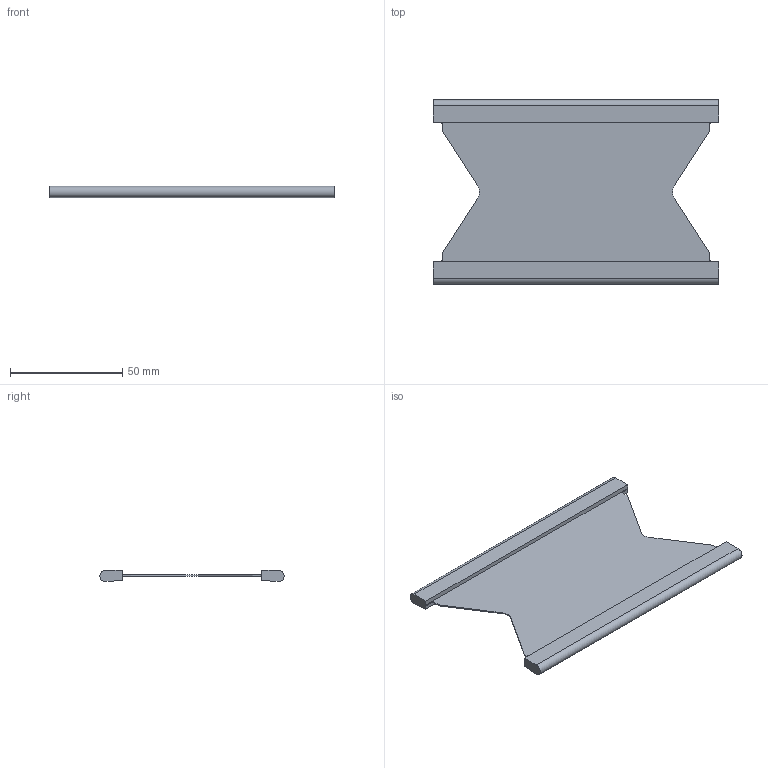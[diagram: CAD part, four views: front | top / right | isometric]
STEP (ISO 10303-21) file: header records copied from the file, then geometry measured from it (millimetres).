
FILE_DESCRIPTION(/* description */ (''),/* implementation_level */ '2;1');
FILE_NAME(/* name */ 'Stayplate 120.stp',/* time_stamp */ '2024-10-01T13:07:15+02:00',/* author */ ('se-marfre'),/* organization */ (''),/* preprocessor_version */ 'ST-DEVELOPER v19.2',/* originating_system */ 'Autodesk Inventor 2023',/* authorisation */ '');
FILE_SCHEMA (('AUTOMOTIVE_DESIGN { 1 0 10303 214 3 1 1 }'));
Length unit declared in the file: millimetre
Products named in the file (1): 100-005318
Bounding box: 127 x 82 x 4.99 mm (x, y, z)
Volume: 14681.6 mm3; surface area: 19942.4 mm2
Topology: 1 solids, 1 shells, 38 faces, 104 edges, 68 vertices
Faces by surface type: plane 26, cylinder 12
Entity records: 1256 total; most frequent: CARTESIAN_POINT 211, DIRECTION 210, ORIENTED_EDGE 208, EDGE_CURVE 104, LINE 76, VECTOR 76, VERTEX_POINT 68, AXIS2_PLACEMENT_3D 67
